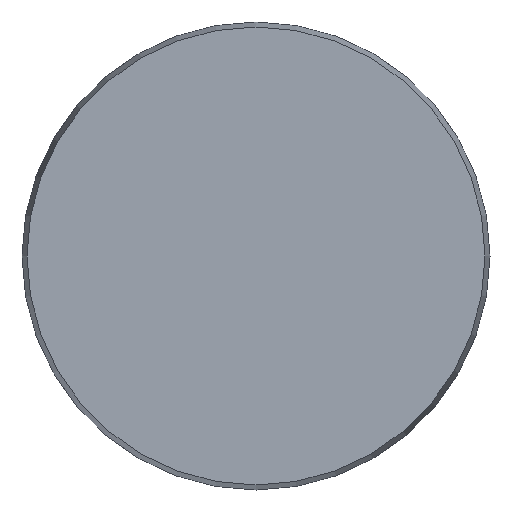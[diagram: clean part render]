
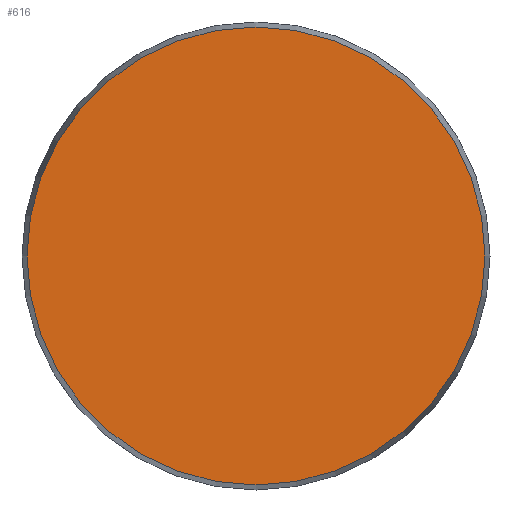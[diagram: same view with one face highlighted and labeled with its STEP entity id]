
A CAD part, front view. The second image highlights one B-rep face of the part: STEP entity #616.
In plain terms, the highlighted planar face has unit normal (0, -1, 0).
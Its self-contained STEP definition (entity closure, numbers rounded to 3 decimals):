
#10 = ORIENTED_EDGE ( 'NONE', *, *, #425, .T. ) ;
#76 = CIRCLE ( 'NONE', #873, 39.143 ) ;
#84 = DIRECTION ( 'NONE',  ( 0., 0., -1. ) ) ;
#87 = DIRECTION ( 'NONE',  ( 0., -1., 0. ) ) ;
#91 = CARTESIAN_POINT ( 'NONE',  ( 0., 0., 0. ) ) ;
#159 = VERTEX_POINT ( 'NONE', #179 ) ;
#179 = CARTESIAN_POINT ( 'NONE',  ( 0., 0., -39.143 ) ) ;
#222 = AXIS2_PLACEMENT_3D ( 'NONE', #841, #87, #400 ) ;
#276 = PLANE ( 'NONE',  #432 ) ;
#400 = DIRECTION ( 'NONE',  ( 0., 0., -1. ) ) ;
#425 = EDGE_CURVE ( 'NONE', #159, #697, #827, .T. ) ;
#432 = AXIS2_PLACEMENT_3D ( 'NONE', #567, #709, #650 ) ;
#528 = EDGE_CURVE ( 'NONE', #697, #159, #76, .T. ) ;
#567 = CARTESIAN_POINT ( 'NONE',  ( -39.143, 0., 0. ) ) ;
#588 = CARTESIAN_POINT ( 'NONE',  ( 0., 0., 39.143 ) ) ;
#616 = ADVANCED_FACE ( 'NONE', ( #860 ), #276, .F. ) ;
#650 = DIRECTION ( 'NONE',  ( 0., 0., 1. ) ) ;
#697 = VERTEX_POINT ( 'NONE', #588 ) ;
#709 = DIRECTION ( 'NONE',  ( 0., 1., 0. ) ) ;
#722 = EDGE_LOOP ( 'NONE', ( #838, #10 ) ) ;
#769 = DIRECTION ( 'NONE',  ( 0., -1., 0. ) ) ;
#827 = CIRCLE ( 'NONE', #222, 39.143 ) ;
#838 = ORIENTED_EDGE ( 'NONE', *, *, #528, .T. ) ;
#841 = CARTESIAN_POINT ( 'NONE',  ( 0., 0., 0. ) ) ;
#860 = FACE_OUTER_BOUND ( 'NONE', #722, .T. ) ;
#873 = AXIS2_PLACEMENT_3D ( 'NONE', #91, #769, #84 ) ;
